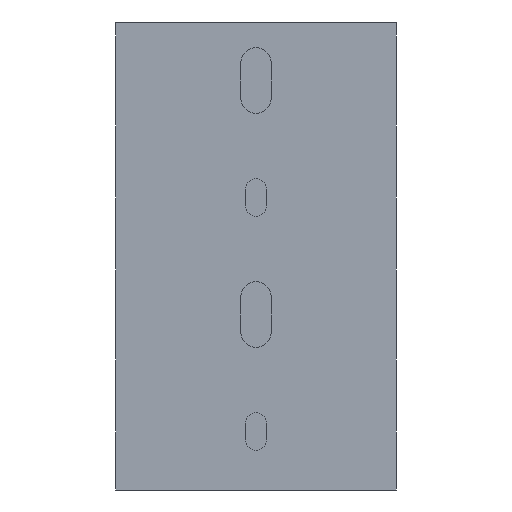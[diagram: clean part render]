
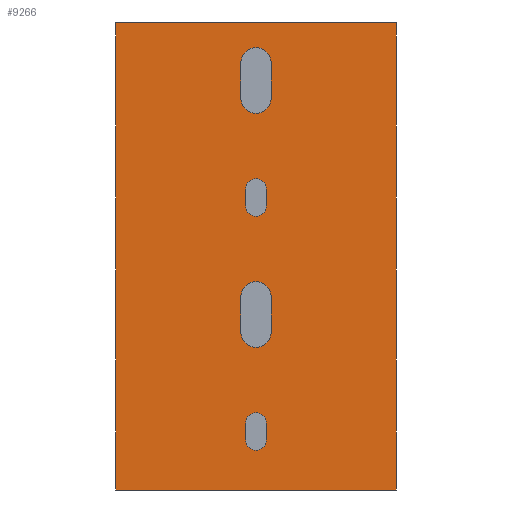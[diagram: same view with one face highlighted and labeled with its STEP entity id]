
A CAD part, front view. The second image highlights one B-rep face of the part: STEP entity #9266.
In plain terms, the highlighted planar face has unit normal (0, -1, 0).
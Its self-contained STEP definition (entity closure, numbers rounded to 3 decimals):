
#260=DIRECTION('',(-1.,0.,0.));
#261=VECTOR('',#260,60.);
#262=CARTESIAN_POINT('',(30.,-1.4,0.));
#263=LINE('',#262,#261);
#323=DIRECTION('',(0.,0.,-1.));
#324=VECTOR('',#323,100.);
#325=CARTESIAN_POINT('',(30.,-1.4,0.));
#326=LINE('',#325,#324);
#330=DIRECTION('',(0.,0.,1.));
#331=VECTOR('',#330,3.5);
#332=CARTESIAN_POINT('',(2.25,-1.4,-89.25));
#333=LINE('',#332,#331);
#337=DIRECTION('',(0.,0.,1.));
#338=VECTOR('',#337,3.5);
#339=CARTESIAN_POINT('',(-2.25,-1.4,-89.25));
#340=LINE('',#339,#338);
#344=DIRECTION('',(0.,0.,1.));
#345=VECTOR('',#344,7.5);
#346=CARTESIAN_POINT('',(3.25,-1.4,-16.25));
#347=LINE('',#346,#345);
#351=DIRECTION('',(0.,0.,1.));
#352=VECTOR('',#351,7.5);
#353=CARTESIAN_POINT('',(-3.25,-1.4,-16.25));
#354=LINE('',#353,#352);
#358=DIRECTION('',(0.,0.,1.));
#359=VECTOR('',#358,3.5);
#360=CARTESIAN_POINT('',(2.25,-1.4,-39.25));
#361=LINE('',#360,#359);
#365=DIRECTION('',(0.,0.,1.));
#366=VECTOR('',#365,3.5);
#367=CARTESIAN_POINT('',(-2.25,-1.4,-39.25));
#368=LINE('',#367,#366);
#372=DIRECTION('',(0.,0.,1.));
#373=VECTOR('',#372,7.5);
#374=CARTESIAN_POINT('',(3.25,-1.4,-66.25));
#375=LINE('',#374,#373);
#379=DIRECTION('',(0.,0.,1.));
#380=VECTOR('',#379,7.5);
#381=CARTESIAN_POINT('',(-3.25,-1.4,-66.25));
#382=LINE('',#381,#380);
#3836=DIRECTION('',(1.,0.,0.));
#3837=VECTOR('',#3836,60.);
#3838=CARTESIAN_POINT('',(-30.,-1.4,-100.));
#3839=LINE('',#3838,#3837);
#4375=DIRECTION('',(0.,0.,-1.));
#4376=VECTOR('',#4375,100.);
#4377=CARTESIAN_POINT('',(-30.,-1.4,0.));
#4378=LINE('',#4377,#4376);
#7539=CARTESIAN_POINT('',(0.,-1.4,-85.75));
#7540=DIRECTION('',(0.,1.,0.));
#7541=DIRECTION('',(-1.,0.,0.));
#7542=AXIS2_PLACEMENT_3D('',#7539,#7540,#7541);
#7561=CARTESIAN_POINT('',(0.,-1.4,-89.25));
#7562=DIRECTION('',(0.,1.,0.));
#7563=DIRECTION('',(1.,0.,0.));
#7564=AXIS2_PLACEMENT_3D('',#7561,#7562,#7563);
#7599=CARTESIAN_POINT('',(0.,-1.4,-58.75));
#7600=DIRECTION('',(0.,1.,0.));
#7601=DIRECTION('',(-1.,0.,0.));
#7602=AXIS2_PLACEMENT_3D('',#7599,#7600,#7601);
#7621=CARTESIAN_POINT('',(0.,-1.4,-66.25));
#7622=DIRECTION('',(0.,1.,0.));
#7623=DIRECTION('',(1.,0.,0.));
#7624=AXIS2_PLACEMENT_3D('',#7621,#7622,#7623);
#7659=CARTESIAN_POINT('',(0.,-1.4,-35.75));
#7660=DIRECTION('',(0.,1.,0.));
#7661=DIRECTION('',(-1.,0.,0.));
#7662=AXIS2_PLACEMENT_3D('',#7659,#7660,#7661);
#7681=CARTESIAN_POINT('',(0.,-1.4,-39.25));
#7682=DIRECTION('',(0.,1.,0.));
#7683=DIRECTION('',(1.,0.,0.));
#7684=AXIS2_PLACEMENT_3D('',#7681,#7682,#7683);
#7719=CARTESIAN_POINT('',(0.,-1.4,-8.75));
#7720=DIRECTION('',(0.,1.,0.));
#7721=DIRECTION('',(-1.,0.,0.));
#7722=AXIS2_PLACEMENT_3D('',#7719,#7720,#7721);
#7741=CARTESIAN_POINT('',(0.,-1.4,-16.25));
#7742=DIRECTION('',(0.,1.,0.));
#7743=DIRECTION('',(1.,0.,0.));
#7744=AXIS2_PLACEMENT_3D('',#7741,#7742,#7743);
#7764=CARTESIAN_POINT('',(-3.25,-1.4,-8.75));
#7765=CARTESIAN_POINT('',(3.25,-1.4,-8.75));
#7766=VERTEX_POINT('',#7764);
#7767=VERTEX_POINT('',#7765);
#7776=CARTESIAN_POINT('',(3.25,-1.4,-16.25));
#7777=CARTESIAN_POINT('',(-3.25,-1.4,-16.25));
#7778=VERTEX_POINT('',#7776);
#7779=VERTEX_POINT('',#7777);
#7780=CARTESIAN_POINT('',(-2.25,-1.4,-35.75));
#7781=CARTESIAN_POINT('',(2.25,-1.4,-35.75));
#7782=VERTEX_POINT('',#7780);
#7783=VERTEX_POINT('',#7781);
#7792=CARTESIAN_POINT('',(2.25,-1.4,-39.25));
#7793=CARTESIAN_POINT('',(-2.25,-1.4,-39.25));
#7794=VERTEX_POINT('',#7792);
#7795=VERTEX_POINT('',#7793);
#7796=CARTESIAN_POINT('',(-3.25,-1.4,-66.25));
#7797=CARTESIAN_POINT('',(-3.25,-1.4,-58.75));
#7798=VERTEX_POINT('',#7796);
#7799=VERTEX_POINT('',#7797);
#7800=CARTESIAN_POINT('',(-2.25,-1.4,-89.25));
#7801=CARTESIAN_POINT('',(-2.25,-1.4,-85.75));
#7802=VERTEX_POINT('',#7800);
#7803=VERTEX_POINT('',#7801);
#7812=CARTESIAN_POINT('',(3.25,-1.4,-66.25));
#7813=CARTESIAN_POINT('',(3.25,-1.4,-58.75));
#7814=VERTEX_POINT('',#7812);
#7815=VERTEX_POINT('',#7813);
#7816=CARTESIAN_POINT('',(2.25,-1.4,-89.25));
#7817=CARTESIAN_POINT('',(2.25,-1.4,-85.75));
#7818=VERTEX_POINT('',#7816);
#7819=VERTEX_POINT('',#7817);
#8020=CARTESIAN_POINT('',(-30.,-1.4,0.));
#8021=CARTESIAN_POINT('',(-30.,-1.4,-100.));
#8022=VERTEX_POINT('',#8020);
#8023=VERTEX_POINT('',#8021);
#8024=CARTESIAN_POINT('',(30.,-1.4,0.));
#8025=CARTESIAN_POINT('',(30.,-1.4,-100.));
#8026=VERTEX_POINT('',#8024);
#8027=VERTEX_POINT('',#8025);
#9212=CARTESIAN_POINT('',(-30.,-1.4,0.));
#9213=DIRECTION('',(0.,-1.,0.));
#9214=DIRECTION('',(1.,0.,0.));
#9215=AXIS2_PLACEMENT_3D('',#9212,#9213,#9214);
#9216=PLANE('',#9215);
#9217=ORIENTED_EDGE('',*,*,#9177,.F.);
#9219=ORIENTED_EDGE('',*,*,#9218,.T.);
#9221=ORIENTED_EDGE('',*,*,#9220,.F.);
#9223=ORIENTED_EDGE('',*,*,#9222,.F.);
#9224=EDGE_LOOP('',(#9217,#9219,#9221,#9223));
#9225=FACE_OUTER_BOUND('',#9224,.F.);
#9227=ORIENTED_EDGE('',*,*,#9226,.F.);
#9229=ORIENTED_EDGE('',*,*,#9228,.T.);
#9231=ORIENTED_EDGE('',*,*,#9230,.F.);
#9233=ORIENTED_EDGE('',*,*,#9232,.F.);
#9234=EDGE_LOOP('',(#9227,#9229,#9231,#9233));
#9235=FACE_BOUND('',#9234,.F.);
#9237=ORIENTED_EDGE('',*,*,#9236,.F.);
#9239=ORIENTED_EDGE('',*,*,#9238,.T.);
#9241=ORIENTED_EDGE('',*,*,#9240,.F.);
#9243=ORIENTED_EDGE('',*,*,#9242,.F.);
#9244=EDGE_LOOP('',(#9237,#9239,#9241,#9243));
#9245=FACE_BOUND('',#9244,.F.);
#9247=ORIENTED_EDGE('',*,*,#9246,.F.);
#9249=ORIENTED_EDGE('',*,*,#9248,.T.);
#9251=ORIENTED_EDGE('',*,*,#9250,.F.);
#9253=ORIENTED_EDGE('',*,*,#9252,.F.);
#9254=EDGE_LOOP('',(#9247,#9249,#9251,#9253));
#9255=FACE_BOUND('',#9254,.F.);
#9257=ORIENTED_EDGE('',*,*,#9256,.F.);
#9259=ORIENTED_EDGE('',*,*,#9258,.T.);
#9261=ORIENTED_EDGE('',*,*,#9260,.F.);
#9263=ORIENTED_EDGE('',*,*,#9262,.F.);
#9264=EDGE_LOOP('',(#9257,#9259,#9261,#9263));
#9265=FACE_BOUND('',#9264,.F.);
#7543=CIRCLE('',#7542,2.25);
#7565=CIRCLE('',#7564,2.25);
#7603=CIRCLE('',#7602,3.25);
#7625=CIRCLE('',#7624,3.25);
#7663=CIRCLE('',#7662,2.25);
#7685=CIRCLE('',#7684,2.25);
#7723=CIRCLE('',#7722,3.25);
#7745=CIRCLE('',#7744,3.25);
#9177=EDGE_CURVE('',#8026,#8022,#263,.T.);
#9218=EDGE_CURVE('',#8026,#8027,#326,.T.);
#9220=EDGE_CURVE('',#8023,#8027,#3839,.T.);
#9222=EDGE_CURVE('',#8022,#8023,#4378,.T.);
#9226=EDGE_CURVE('',#7818,#7802,#7565,.T.);
#9228=EDGE_CURVE('',#7818,#7819,#333,.T.);
#9230=EDGE_CURVE('',#7803,#7819,#7543,.T.);
#9232=EDGE_CURVE('',#7802,#7803,#340,.T.);
#9236=EDGE_CURVE('',#7778,#7779,#7745,.T.);
#9238=EDGE_CURVE('',#7778,#7767,#347,.T.);
#9240=EDGE_CURVE('',#7766,#7767,#7723,.T.);
#9242=EDGE_CURVE('',#7779,#7766,#354,.T.);
#9246=EDGE_CURVE('',#7794,#7795,#7685,.T.);
#9248=EDGE_CURVE('',#7794,#7783,#361,.T.);
#9250=EDGE_CURVE('',#7782,#7783,#7663,.T.);
#9252=EDGE_CURVE('',#7795,#7782,#368,.T.);
#9256=EDGE_CURVE('',#7814,#7798,#7625,.T.);
#9258=EDGE_CURVE('',#7814,#7815,#375,.T.);
#9260=EDGE_CURVE('',#7799,#7815,#7603,.T.);
#9262=EDGE_CURVE('',#7798,#7799,#382,.T.);
#9266=ADVANCED_FACE('',(#9225,#9235,#9245,#9255,#9265),#9216,.T.);
